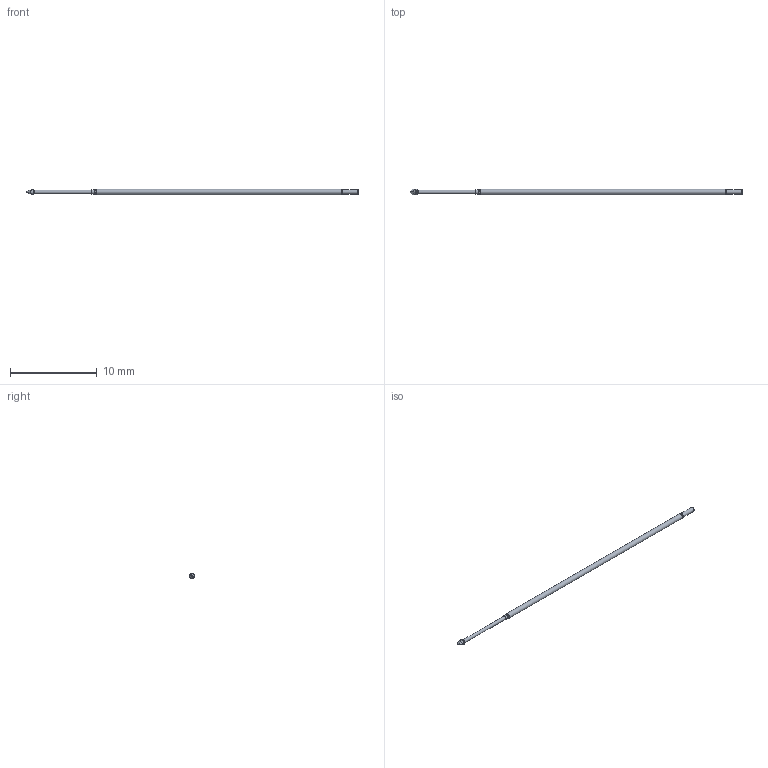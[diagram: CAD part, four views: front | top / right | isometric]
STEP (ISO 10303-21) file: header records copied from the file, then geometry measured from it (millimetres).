
FILE_DESCRIPTION (( 'STEP AP214' ), '1' );
FILE_NAME ('X31-255R.STEP', '2021-10-06T19:49:36', ( '' ), ( '' ), 'SwSTEP 2.0', 'SolidWorks 2020', '' );
FILE_SCHEMA (( 'AUTOMOTIVE_DESIGN' ));
Length unit declared in the file: inch
Products named in the file (1): X31-255R
Bounding box: 38.35 x 0.65 x 0.65 mm (x, y, z)
Volume: 10 mm3; surface area: 69.2 mm2
Topology: 1 solids, 1 shells, 25 faces, 54 edges, 32 vertices
Faces by surface type: bspline 8, torus 6, cylinder 5, plane 3, cone 3
Full cylindrical faces by diameter (mm): 0.401 x1, 0.521 x1, 0.523 x1, 0.617 x1, 0.645 x1
Entity records: 1912 total; most frequent: CARTESIAN_POINT 1306, ORIENTED_EDGE 74, DIRECTION 66, EDGE_LOOP 40, EDGE_CURVE 37, FACE_OUTER_BOUND 36, AXIS2_PLACEMENT_3D 33, VERTEX_POINT 29
